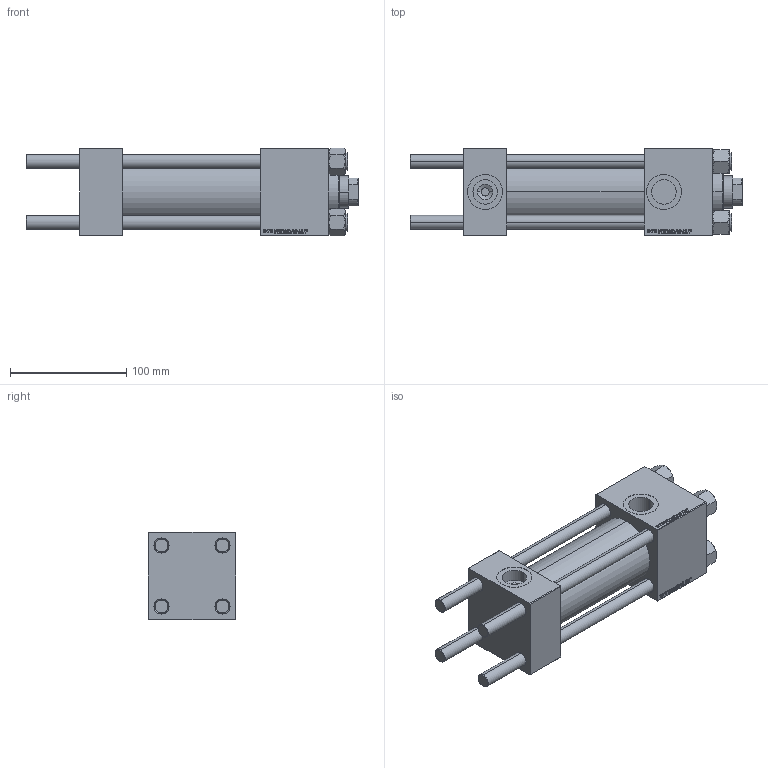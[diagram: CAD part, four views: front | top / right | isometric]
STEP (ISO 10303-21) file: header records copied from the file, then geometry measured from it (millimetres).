
FILE_DESCRIPTION (( 'STEP AP203' ), '1' );
FILE_NAME ('a702.STEP', '2023-08-22T21:16:27', ( '' ), ( '' ), 'SwSTEP 2.0', 'SolidWorks 2019', '' );
FILE_SCHEMA (( 'CONFIG_CONTROL_DESIGN' ));
Length unit declared in the file: millimetre
Products named in the file (6): CR025_012_A_0_G_A_G_M_020_+#_##_TYCINKA e7ab7cda77912199f1ea9f0a3edd5549; NUT_M5 e7ab7cda77912199f1ea9f0a3edd5549; V215_VC_A e7ab7cda77912199f1ea9f0a3edd5549; a702; V215CR_BODY_A e7ab7cda77912199f1ea9f0a3edd5549; V215CR_VCP e7ab7cda77912199f1ea9f0a3edd5549
Assembly tree (11 placements, depth 2):
  a702
    V215CR_BODY_A e7ab7cda77912199f1ea9f0a3edd5549
    CR025_012_A_0_G_A_G_M_020_+#_##_TYCINKA e7ab7cda77912199f1ea9f0a3edd5549  x4
    NUT_M5 e7ab7cda77912199f1ea9f0a3edd5549  x4
    V215CR_VCP e7ab7cda77912199f1ea9f0a3edd5549
    V215_VC_A e7ab7cda77912199f1ea9f0a3edd5549
Bounding box: 285 x 75 x 75.54 mm (x, y, z)
Volume: 796270.3 mm3; surface area: 201695.1 mm2
Topology: 11 solids, 11 shells, 1134 faces, 2846 edges, 1847 vertices
Faces by surface type: plane 520, bspline 392, cone 136, cylinder 78, torus 8
Entity records: 49766 total; most frequent: CARTESIAN_POINT 26948, ORIENTED_EDGE 5184, DIRECTION 3238, EDGE_CURVE 2592, VERTEX_POINT 1703, LINE 1580, VECTOR 1580, EDGE_LOOP 1143
